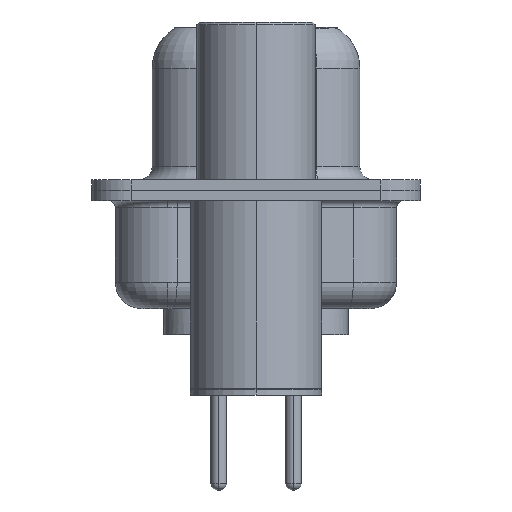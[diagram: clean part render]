
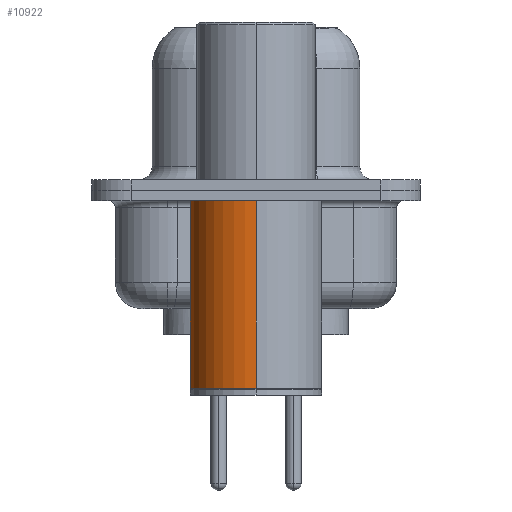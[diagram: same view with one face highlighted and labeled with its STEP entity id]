
A CAD part, left-side view. The second image highlights one B-rep face of the part: STEP entity #10922.
In plain terms, the highlighted cylindrical face has radius 2.5 mm (diameter 5 mm), a partial arc.
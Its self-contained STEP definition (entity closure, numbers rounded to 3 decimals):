
#8 = ORIENTED_EDGE ( 'NONE', *, *, #13180, .F. ) ;
#382 = EDGE_CURVE ( 'NONE', #12117, #6399, #663, .T. ) ;
#663 = LINE ( 'NONE', #6008, #7018 ) ;
#1325 = CARTESIAN_POINT ( 'NONE',  ( 2.5, 0., -7.525 ) ) ;
#2398 = CYLINDRICAL_SURFACE ( 'NONE', #8396, 2.5 ) ;
#2959 = ORIENTED_EDGE ( 'NONE', *, *, #5983, .T. ) ;
#3954 = CARTESIAN_POINT ( 'NONE',  ( 2.5, 0., -0.4 ) ) ;
#3963 = CARTESIAN_POINT ( 'NONE',  ( 2.5, 0., 0.581 ) ) ;
#4097 = CARTESIAN_POINT ( 'NONE',  ( -2.5, 0., -7.525 ) ) ;
#4157 = ORIENTED_EDGE ( 'NONE', *, *, #9845, .F. ) ;
#4465 = DIRECTION ( 'NONE',  ( 0., 0., 1. ) ) ;
#5458 = AXIS2_PLACEMENT_3D ( 'NONE', #7110, #4465, #15317 ) ;
#5983 = EDGE_CURVE ( 'NONE', #12048, #12117, #11300, .T. ) ;
#6008 = CARTESIAN_POINT ( 'NONE',  ( -2.5, 0., 0.581 ) ) ;
#6345 = CARTESIAN_POINT ( 'NONE',  ( 0., 0., 0.581 ) ) ;
#6399 = VERTEX_POINT ( 'NONE', #6443 ) ;
#6443 = CARTESIAN_POINT ( 'NONE',  ( -2.5, 0., -0.4 ) ) ;
#6617 = LINE ( 'NONE', #3963, #13827 ) ;
#6623 = CIRCLE ( 'NONE', #5458, 2.5 ) ;
#7018 = VECTOR ( 'NONE', #11391, 1000. ) ;
#7110 = CARTESIAN_POINT ( 'NONE',  ( 0., 0., -0.4 ) ) ;
#8396 = AXIS2_PLACEMENT_3D ( 'NONE', #6345, #13051, #10492 ) ;
#8838 = ORIENTED_EDGE ( 'NONE', *, *, #382, .T. ) ;
#8885 = EDGE_LOOP ( 'NONE', ( #2959, #8838, #4157, #8 ) ) ;
#9344 = AXIS2_PLACEMENT_3D ( 'NONE', #15235, #9592, #13651 ) ;
#9592 = DIRECTION ( 'NONE',  ( 0., 0., 1. ) ) ;
#9845 = EDGE_CURVE ( 'NONE', #11084, #6399, #6623, .T. ) ;
#10492 = DIRECTION ( 'NONE',  ( 1., 0., 0. ) ) ;
#10922 = ADVANCED_FACE ( 'NONE', ( #12869 ), #2398, .T. ) ;
#11084 = VERTEX_POINT ( 'NONE', #3954 ) ;
#11300 = CIRCLE ( 'NONE', #9344, 2.5 ) ;
#11391 = DIRECTION ( 'NONE',  ( 0., 0., 1. ) ) ;
#12048 = VERTEX_POINT ( 'NONE', #1325 ) ;
#12117 = VERTEX_POINT ( 'NONE', #4097 ) ;
#12869 = FACE_OUTER_BOUND ( 'NONE', #8885, .T. ) ;
#13051 = DIRECTION ( 'NONE',  ( 0., 0., 1. ) ) ;
#13180 = EDGE_CURVE ( 'NONE', #12048, #11084, #6617, .T. ) ;
#13651 = DIRECTION ( 'NONE',  ( 1., 0., 0. ) ) ;
#13827 = VECTOR ( 'NONE', #16557, 1000. ) ;
#15235 = CARTESIAN_POINT ( 'NONE',  ( 0., 0., -7.525 ) ) ;
#15317 = DIRECTION ( 'NONE',  ( 1., 0., 0. ) ) ;
#16557 = DIRECTION ( 'NONE',  ( 0., 0., 1. ) ) ;
